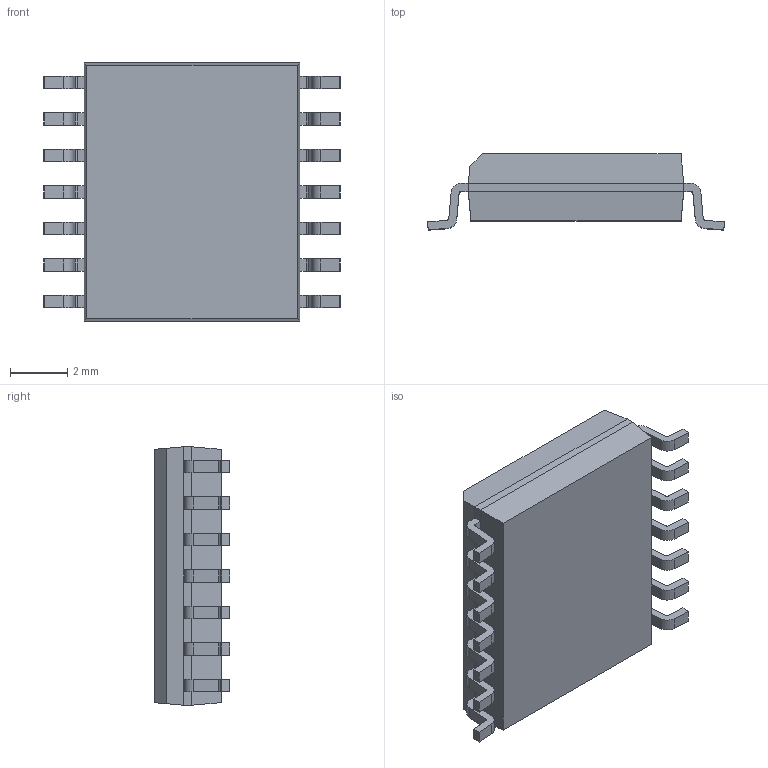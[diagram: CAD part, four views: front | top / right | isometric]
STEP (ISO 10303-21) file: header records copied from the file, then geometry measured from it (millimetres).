
FILE_DESCRIPTION (( 'STEP AP214' ), '1' );
FILE_NAME ('LM10CWM-NOPB.STEP', '2020-08-25T10:30:38', ( '' ), ( '' ), 'SwSTEP 2.0', 'SolidWorks 2017', '' );
FILE_SCHEMA (( 'AUTOMOTIVE_DESIGN' ));
Length unit declared in the file: inch
Products named in the file (1): LM10CWM-NOPB
Bounding box: 10.33 x 2.64 x 8.99 mm (x, y, z)
Volume: 157 mm3; surface area: 257.5 mm2
Topology: 16 solids, 16 shells, 220 faces, 553 edges, 366 vertices
Faces by surface type: plane 159, cylinder 61
Entity records: 6760 total; most frequent: CARTESIAN_POINT 1146, DIRECTION 1115, ORIENTED_EDGE 1106, EDGE_CURVE 553, LINE 429, VECTOR 429, VERTEX_POINT 366, AXIS2_PLACEMENT_3D 343
